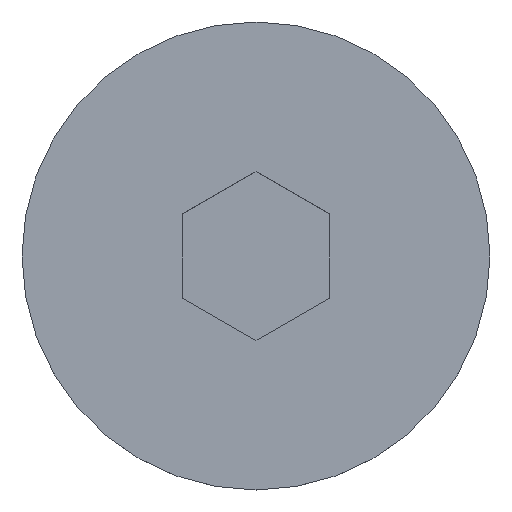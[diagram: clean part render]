
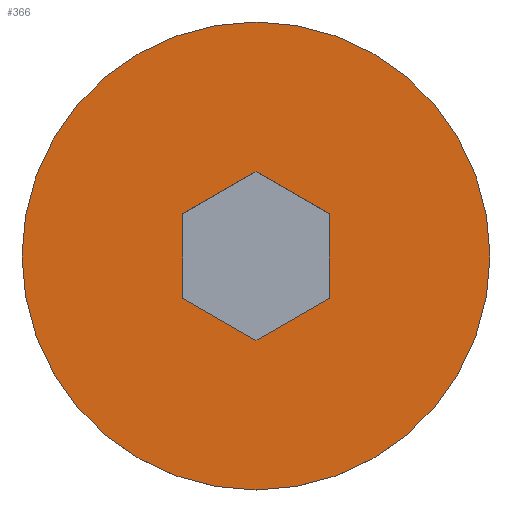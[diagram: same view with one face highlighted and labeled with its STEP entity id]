
A CAD part, top view. The second image highlights one B-rep face of the part: STEP entity #366.
In plain terms, the highlighted planar face has unit normal (0, 0, 1).
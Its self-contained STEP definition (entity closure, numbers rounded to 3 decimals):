
#1 = DIRECTION ( 'NONE',  ( -0.866, -0.5, 0. ) ) ;
#2 = VERTEX_POINT ( 'NONE', #407 ) ;
#7 = LINE ( 'NONE', #26, #299 ) ;
#26 = CARTESIAN_POINT ( 'NONE',  ( -2.5, 0., 0. ) ) ;
#36 = EDGE_CURVE ( 'NONE', #2, #57, #154, .T. ) ;
#39 = ORIENTED_EDGE ( 'NONE', *, *, #69, .F. ) ;
#43 = VECTOR ( 'NONE', #1, 1000. ) ;
#44 = DIRECTION ( 'NONE',  ( 1., 0., 0. ) ) ;
#48 = FACE_OUTER_BOUND ( 'NONE', #330, .T. ) ;
#57 = VERTEX_POINT ( 'NONE', #317 ) ;
#69 = EDGE_CURVE ( 'NONE', #306, #257, #465, .T. ) ;
#71 = LINE ( 'NONE', #320, #80 ) ;
#74 = DIRECTION ( 'NONE',  ( 1., 0., 0. ) ) ;
#75 = AXIS2_PLACEMENT_3D ( 'NONE', #480, #184, #102 ) ;
#79 = AXIS2_PLACEMENT_3D ( 'NONE', #128, #427, #44 ) ;
#80 = VECTOR ( 'NONE', #250, 1000. ) ;
#96 = DIRECTION ( 'NONE',  ( 0.866, 0.5, 0. ) ) ;
#102 = DIRECTION ( 'NONE',  ( 1., 0., 0. ) ) ;
#106 = ORIENTED_EDGE ( 'NONE', *, *, #36, .T. ) ;
#110 = CIRCLE ( 'NONE', #79, 8. ) ;
#112 = ORIENTED_EDGE ( 'NONE', *, *, #124, .T. ) ;
#124 = EDGE_CURVE ( 'NONE', #473, #2, #359, .T. ) ;
#128 = CARTESIAN_POINT ( 'NONE',  ( 0., 0., 0. ) ) ;
#135 = CARTESIAN_POINT ( 'NONE',  ( -8., 0., 0. ) ) ;
#146 = CARTESIAN_POINT ( 'NONE',  ( 0., 2.887, 0. ) ) ;
#154 = LINE ( 'NONE', #461, #43 ) ;
#159 = FACE_BOUND ( 'NONE', #393, .T. ) ;
#161 = DIRECTION ( 'NONE',  ( 0., 0., -1. ) ) ;
#170 = EDGE_CURVE ( 'NONE', #439, #473, #212, .T. ) ;
#173 = ORIENTED_EDGE ( 'NONE', *, *, #238, .F. ) ;
#184 = DIRECTION ( 'NONE',  ( 0., 0., 1. ) ) ;
#192 = CARTESIAN_POINT ( 'NONE',  ( 2.5, 0., 0. ) ) ;
#195 = VERTEX_POINT ( 'NONE', #249 ) ;
#211 = EDGE_CURVE ( 'NONE', #57, #195, #71, .T. ) ;
#212 = LINE ( 'NONE', #286, #409 ) ;
#223 = PLANE ( 'NONE',  #75 ) ;
#227 = AXIS2_PLACEMENT_3D ( 'NONE', #422, #161, #74 ) ;
#233 = CARTESIAN_POINT ( 'NONE',  ( 2.5, 1.443, 0. ) ) ;
#238 = EDGE_CURVE ( 'NONE', #257, #306, #110, .T. ) ;
#249 = CARTESIAN_POINT ( 'NONE',  ( -2.5, -1.443, 0. ) ) ;
#250 = DIRECTION ( 'NONE',  ( -0.866, 0.5, 0. ) ) ;
#257 = VERTEX_POINT ( 'NONE', #322 ) ;
#259 = ORIENTED_EDGE ( 'NONE', *, *, #211, .T. ) ;
#268 = DIRECTION ( 'NONE',  ( 0., -1., 0. ) ) ;
#280 = VECTOR ( 'NONE', #268, 1000. ) ;
#286 = CARTESIAN_POINT ( 'NONE',  ( 0., 2.887, 0. ) ) ;
#288 = VERTEX_POINT ( 'NONE', #400 ) ;
#292 = VECTOR ( 'NONE', #96, 1000. ) ;
#299 = VECTOR ( 'NONE', #405, 1000. ) ;
#306 = VERTEX_POINT ( 'NONE', #135 ) ;
#307 = ORIENTED_EDGE ( 'NONE', *, *, #440, .T. ) ;
#312 = ORIENTED_EDGE ( 'NONE', *, *, #410, .T. ) ;
#317 = CARTESIAN_POINT ( 'NONE',  ( 0., -2.887, 0. ) ) ;
#320 = CARTESIAN_POINT ( 'NONE',  ( 0., -2.887, 0. ) ) ;
#322 = CARTESIAN_POINT ( 'NONE',  ( 8., 0., 0. ) ) ;
#323 = DIRECTION ( 'NONE',  ( 0.866, -0.5, 0. ) ) ;
#330 = EDGE_LOOP ( 'NONE', ( #173, #39 ) ) ;
#359 = LINE ( 'NONE', #192, #280 ) ;
#366 = ADVANCED_FACE ( 'NONE', ( #159, #48 ), #223, .T. ) ;
#386 = LINE ( 'NONE', #403, #292 ) ;
#393 = EDGE_LOOP ( 'NONE', ( #112, #106, #259, #307, #312, #470 ) ) ;
#400 = CARTESIAN_POINT ( 'NONE',  ( -2.5, 1.443, 0. ) ) ;
#403 = CARTESIAN_POINT ( 'NONE',  ( -2.5, 1.443, 0. ) ) ;
#405 = DIRECTION ( 'NONE',  ( 0., 1., 0. ) ) ;
#407 = CARTESIAN_POINT ( 'NONE',  ( 2.5, -1.443, 0. ) ) ;
#409 = VECTOR ( 'NONE', #323, 1000. ) ;
#410 = EDGE_CURVE ( 'NONE', #288, #439, #386, .T. ) ;
#422 = CARTESIAN_POINT ( 'NONE',  ( 0., 0., 0. ) ) ;
#427 = DIRECTION ( 'NONE',  ( 0., 0., -1. ) ) ;
#439 = VERTEX_POINT ( 'NONE', #146 ) ;
#440 = EDGE_CURVE ( 'NONE', #195, #288, #7, .T. ) ;
#461 = CARTESIAN_POINT ( 'NONE',  ( 2.5, -1.443, 0. ) ) ;
#465 = CIRCLE ( 'NONE', #227, 8. ) ;
#470 = ORIENTED_EDGE ( 'NONE', *, *, #170, .T. ) ;
#473 = VERTEX_POINT ( 'NONE', #233 ) ;
#480 = CARTESIAN_POINT ( 'NONE',  ( 4., 0., 0. ) ) ;
